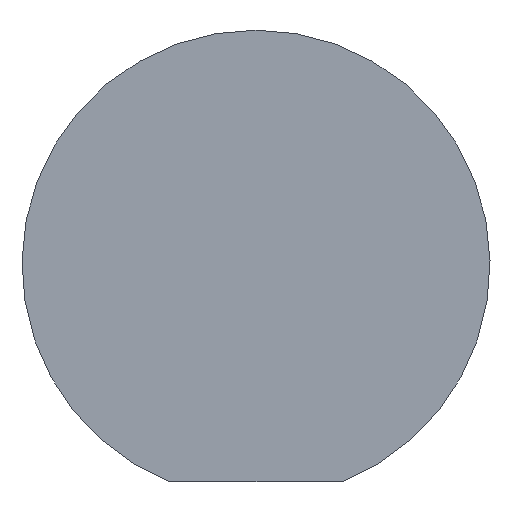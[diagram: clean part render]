
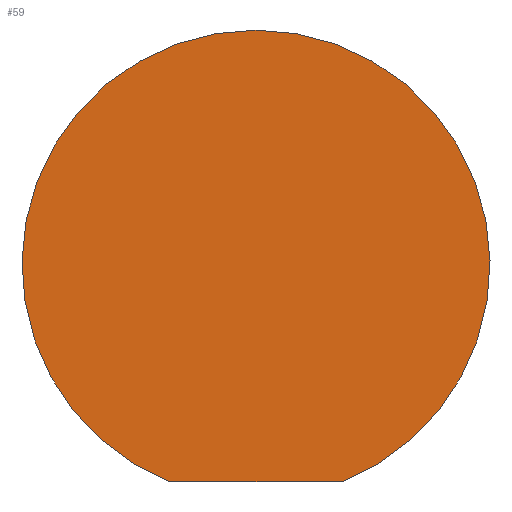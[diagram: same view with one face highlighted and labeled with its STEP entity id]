
A CAD part, front view. The second image highlights one B-rep face of the part: STEP entity #59.
In plain terms, the highlighted planar face has unit normal (0, -1, 0).
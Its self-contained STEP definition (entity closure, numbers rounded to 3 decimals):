
#1 = FACE_OUTER_BOUND ( 'NONE', #64, .T. ) ;
#12 = AXIS2_PLACEMENT_3D ( 'NONE', #41, #99, #98 ) ;
#18 = VERTEX_POINT ( 'NONE', #109 ) ;
#20 = CARTESIAN_POINT ( 'NONE',  ( -6.543, 0., -16.5 ) ) ;
#21 = CARTESIAN_POINT ( 'NONE',  ( 0., 0., 0. ) ) ;
#25 = DIRECTION ( 'NONE',  ( 0., 0., 1. ) ) ;
#31 = PLANE ( 'NONE',  #53 ) ;
#34 = DIRECTION ( 'NONE',  ( 0., 1., 0. ) ) ;
#35 = CIRCLE ( 'NONE', #12, 17.75 ) ;
#37 = EDGE_CURVE ( 'NONE', #114, #18, #73, .T. ) ;
#41 = CARTESIAN_POINT ( 'NONE',  ( 0., 0., 0. ) ) ;
#44 = EDGE_CURVE ( 'NONE', #114, #18, #35, .T. ) ;
#53 = AXIS2_PLACEMENT_3D ( 'NONE', #21, #34, #25 ) ;
#54 = CARTESIAN_POINT ( 'NONE',  ( -6.543, 0., -16.5 ) ) ;
#55 = VECTOR ( 'NONE', #78, 1000. ) ;
#59 = ADVANCED_FACE ( 'NONE', ( #1 ), #31, .F. ) ;
#62 = ORIENTED_EDGE ( 'NONE', *, *, #37, .T. ) ;
#64 = EDGE_LOOP ( 'NONE', ( #107, #62 ) ) ;
#73 = LINE ( 'NONE', #54, #55 ) ;
#78 = DIRECTION ( 'NONE',  ( 1., 0., 0. ) ) ;
#98 = DIRECTION ( 'NONE',  ( 0., 0., 1. ) ) ;
#99 = DIRECTION ( 'NONE',  ( 0., 1., 0. ) ) ;
#107 = ORIENTED_EDGE ( 'NONE', *, *, #44, .F. ) ;
#109 = CARTESIAN_POINT ( 'NONE',  ( 6.543, 0., -16.5 ) ) ;
#114 = VERTEX_POINT ( 'NONE', #20 ) ;
